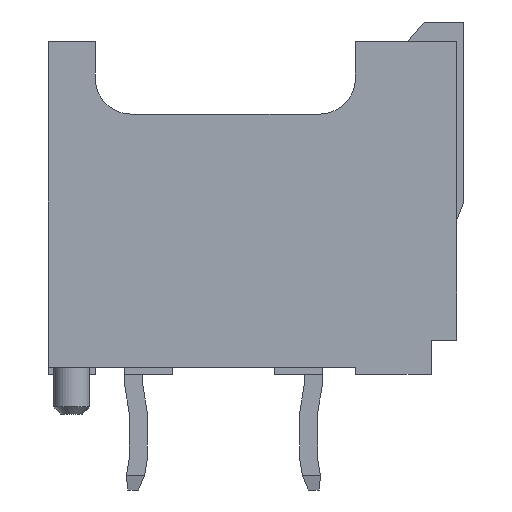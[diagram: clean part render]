
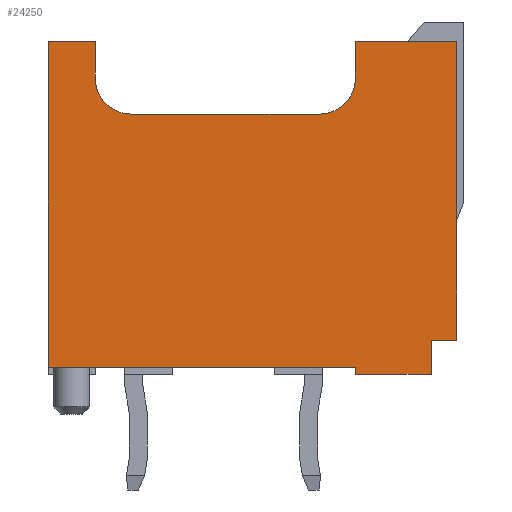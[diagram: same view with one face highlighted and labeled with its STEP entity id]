
A CAD part, left-side view. The second image highlights one B-rep face of the part: STEP entity #24250.
In plain terms, the highlighted face is planar.
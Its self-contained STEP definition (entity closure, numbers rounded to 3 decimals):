
#31=CIRCLE('',#25234,1.);
#32=CIRCLE('',#25235,1.);
#1032=ORIENTED_EDGE('',*,*,#5650,.T.);
#1033=ORIENTED_EDGE('',*,*,#5651,.T.);
#1034=ORIENTED_EDGE('',*,*,#5620,.T.);
#1035=ORIENTED_EDGE('',*,*,#5616,.F.);
#1036=ORIENTED_EDGE('',*,*,#5652,.F.);
#1037=ORIENTED_EDGE('',*,*,#5653,.F.);
#1038=ORIENTED_EDGE('',*,*,#5654,.F.);
#1039=ORIENTED_EDGE('',*,*,#5578,.F.);
#1040=ORIENTED_EDGE('',*,*,#5655,.F.);
#1041=ORIENTED_EDGE('',*,*,#5656,.F.);
#1042=ORIENTED_EDGE('',*,*,#5657,.F.);
#1043=ORIENTED_EDGE('',*,*,#5658,.F.);
#1044=ORIENTED_EDGE('',*,*,#5659,.F.);
#1045=ORIENTED_EDGE('',*,*,#5660,.F.);
#5578=EDGE_CURVE('',#7909,#7902,#9698,.T.);
#5616=EDGE_CURVE('',#7935,#7932,#9732,.T.);
#5620=EDGE_CURVE('',#7937,#7932,#9736,.T.);
#5650=EDGE_CURVE('',#7955,#7956,#9766,.T.);
#5651=EDGE_CURVE('',#7956,#7937,#9767,.T.);
#5652=EDGE_CURVE('',#7957,#7935,#9768,.T.);
#5653=EDGE_CURVE('',#7958,#7957,#9769,.T.);
#5654=EDGE_CURVE('',#7902,#7958,#9770,.T.);
#5655=EDGE_CURVE('',#7959,#7909,#9771,.T.);
#5656=EDGE_CURVE('',#7960,#7959,#31,.T.);
#5657=EDGE_CURVE('',#7961,#7960,#9772,.T.);
#5658=EDGE_CURVE('',#7962,#7961,#32,.T.);
#5659=EDGE_CURVE('',#7963,#7962,#9773,.T.);
#5660=EDGE_CURVE('',#7955,#7963,#9774,.T.);
#7902=VERTEX_POINT('',#31544);
#7909=VERTEX_POINT('',#31558);
#7932=VERTEX_POINT('',#31626);
#7935=VERTEX_POINT('',#31632);
#7937=VERTEX_POINT('',#31640);
#7955=VERTEX_POINT('',#31698);
#7956=VERTEX_POINT('',#31699);
#7957=VERTEX_POINT('',#31702);
#7958=VERTEX_POINT('',#31704);
#7959=VERTEX_POINT('',#31707);
#7960=VERTEX_POINT('',#31709);
#7961=VERTEX_POINT('',#31711);
#7962=VERTEX_POINT('',#31713);
#7963=VERTEX_POINT('',#31715);
#9698=LINE('',#31559,#12185);
#9732=LINE('',#31633,#12219);
#9736=LINE('',#31641,#12223);
#9766=LINE('',#31697,#12253);
#9767=LINE('',#31700,#12254);
#9768=LINE('',#31701,#12255);
#9769=LINE('',#31703,#12256);
#9770=LINE('',#31705,#12257);
#9771=LINE('',#31706,#12258);
#9772=LINE('',#31710,#12259);
#9773=LINE('',#31714,#12260);
#9774=LINE('',#31716,#12261);
#12185=VECTOR('',#26943,1000.);
#12219=VECTOR('',#27005,1000.);
#12223=VECTOR('',#27013,1000.);
#12253=VECTOR('',#27061,1000.);
#12254=VECTOR('',#27062,1000.);
#12255=VECTOR('',#27063,1000.);
#12256=VECTOR('',#27064,1000.);
#12257=VECTOR('',#27065,1000.);
#12258=VECTOR('',#27066,1000.);
#12259=VECTOR('',#27069,1000.);
#12260=VECTOR('',#27072,1000.);
#12261=VECTOR('',#27073,1000.);
#14363=EDGE_LOOP('',(#1032,#1033,#1034,#1035,#1036,#1037,#1038,#1039,#1040,
#1041,#1042,#1043,#1044,#1045));
#15429=FACE_BOUND('',#14363,.T.);
#16491=PLANE('',#25233);
#24250=ADVANCED_FACE('',(#15429),#16491,.T.);
#25233=AXIS2_PLACEMENT_3D('',#31696,#27059,#27060);
#25234=AXIS2_PLACEMENT_3D('',#31708,#27067,#27068);
#25235=AXIS2_PLACEMENT_3D('',#31712,#27070,#27071);
#26943=DIRECTION('',(0.,0.,1.));
#27005=DIRECTION('',(0.,0.,-1.));
#27013=DIRECTION('',(0.,1.,0.));
#27059=DIRECTION('',(1.,0.,0.));
#27060=DIRECTION('',(0.,0.,-1.));
#27061=DIRECTION('',(0.,1.,0.));
#27062=DIRECTION('',(0.,0.,1.));
#27063=DIRECTION('',(0.,1.,0.));
#27064=DIRECTION('',(0.,0.,-1.));
#27065=DIRECTION('',(0.,1.,0.));
#27066=DIRECTION('',(0.,-1.,0.));
#27067=DIRECTION('',(1.,0.,0.));
#27068=DIRECTION('',(0.,-1.,0.));
#27069=DIRECTION('',(0.,0.,1.));
#27070=DIRECTION('',(1.,0.,0.));
#27071=DIRECTION('',(0.,-1.,0.));
#27072=DIRECTION('',(0.,1.,0.));
#27073=DIRECTION('',(0.,0.,1.));
#31544=CARTESIAN_POINT('',(16.7,-4.325,5.55));
#31558=CARTESIAN_POINT('',(16.7,-4.325,2.75));
#31559=CARTESIAN_POINT('',(16.7,-4.325,5.75));
#31626=CARTESIAN_POINT('',(16.7,4.875,2.75));
#31632=CARTESIAN_POINT('',(16.7,4.875,4.85));
#31633=CARTESIAN_POINT('',(16.7,4.875,5.75));
#31640=CARTESIAN_POINT('',(16.7,4.675,2.75));
#31641=CARTESIAN_POINT('',(16.7,4.675,2.75));
#31696=CARTESIAN_POINT('',(16.7,-4.875,5.75));
#31697=CARTESIAN_POINT('',(16.7,-4.875,-5.75));
#31698=CARTESIAN_POINT('',(16.7,-4.325,-5.75));
#31699=CARTESIAN_POINT('',(16.7,4.675,-5.75));
#31700=CARTESIAN_POINT('',(16.7,4.675,-4.45));
#31701=CARTESIAN_POINT('',(16.7,3.925,4.85));
#31702=CARTESIAN_POINT('',(16.7,3.925,4.85));
#31703=CARTESIAN_POINT('',(16.7,3.925,5.55));
#31704=CARTESIAN_POINT('',(16.7,3.925,5.55));
#31705=CARTESIAN_POINT('',(16.7,0.625,5.55));
#31706=CARTESIAN_POINT('',(16.7,-3.325,2.75));
#31707=CARTESIAN_POINT('',(16.7,-3.325,2.75));
#31708=CARTESIAN_POINT('',(16.7,-3.325,1.75));
#31709=CARTESIAN_POINT('',(16.7,-2.325,1.75));
#31710=CARTESIAN_POINT('',(16.7,-2.325,-3.45));
#31711=CARTESIAN_POINT('',(16.7,-2.325,-3.45));
#31712=CARTESIAN_POINT('',(16.7,-3.325,-3.45));
#31713=CARTESIAN_POINT('',(16.7,-3.325,-4.45));
#31714=CARTESIAN_POINT('',(16.7,-4.325,-4.45));
#31715=CARTESIAN_POINT('',(16.7,-4.325,-4.45));
#31716=CARTESIAN_POINT('',(16.7,-4.325,-5.75));
